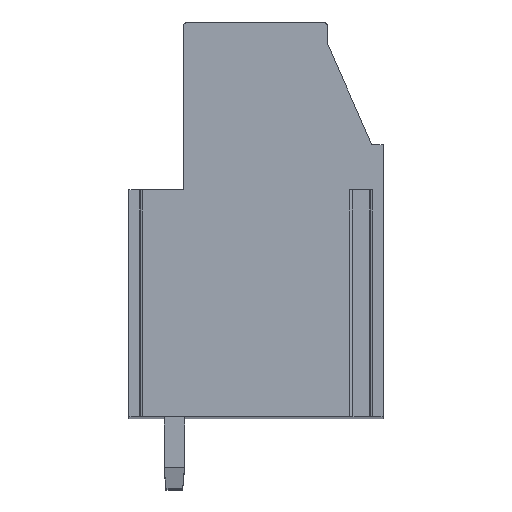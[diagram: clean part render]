
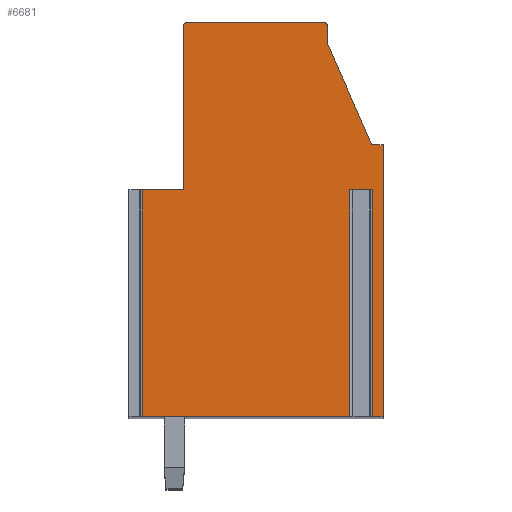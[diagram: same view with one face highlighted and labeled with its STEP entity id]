
A CAD part, top view. The second image highlights one B-rep face of the part: STEP entity #6681.
In plain terms, the highlighted planar face has unit normal (0, 0, 1).
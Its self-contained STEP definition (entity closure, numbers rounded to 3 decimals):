
#111=DIRECTION('',(-1.,0.,0.));
#112=VECTOR('',#111,1.806);
#113=CARTESIAN_POINT('',(-3.2,1.3,2.5));
#114=LINE('',#113,#112);
#1115=DIRECTION('',(1.,0.,0.));
#1116=VECTOR('',#1115,0.989);
#1117=CARTESIAN_POINT('',(4.142,1.3,2.5));
#1118=LINE('',#1117,#1116);
#1119=DIRECTION('',(0.,-1.,0.));
#1120=VECTOR('',#1119,10.);
#1121=CARTESIAN_POINT('',(4.142,1.3,2.5));
#1122=LINE('',#1121,#1120);
#1123=DIRECTION('',(1.,0.,0.));
#1124=VECTOR('',#1123,9.148);
#1125=CARTESIAN_POINT('',(-5.006,-8.7,2.5));
#1126=LINE('',#1125,#1124);
#1127=DIRECTION('',(0.,-1.,0.));
#1128=VECTOR('',#1127,10.);
#1129=CARTESIAN_POINT('',(-5.006,1.3,2.5));
#1130=LINE('',#1129,#1128);
#1131=DIRECTION('',(0.,-1.,0.));
#1132=VECTOR('',#1131,7.2);
#1133=CARTESIAN_POINT('',(-3.2,8.5,2.5));
#1134=LINE('',#1133,#1132);
#1135=CARTESIAN_POINT('',(-3.,8.5,2.5));
#1136=DIRECTION('',(0.,0.,1.));
#1137=DIRECTION('',(0.,1.,0.));
#1138=AXIS2_PLACEMENT_3D('',#1135,#1136,#1137);
#1140=DIRECTION('',(-1.,0.,0.));
#1141=VECTOR('',#1140,5.95);
#1142=CARTESIAN_POINT('',(2.95,8.7,2.5));
#1143=LINE('',#1142,#1141);
#1144=CARTESIAN_POINT('',(2.95,8.5,2.5));
#1145=DIRECTION('',(0.,0.,1.));
#1146=DIRECTION('',(1.,0.,0.));
#1147=AXIS2_PLACEMENT_3D('',#1144,#1145,#1146);
#1149=DIRECTION('',(0.,1.,0.));
#1150=VECTOR('',#1149,0.75);
#1151=CARTESIAN_POINT('',(3.15,7.75,2.5));
#1152=LINE('',#1151,#1150);
#1153=DIRECTION('',(-0.401,0.916,0.));
#1154=VECTOR('',#1153,4.859);
#1155=CARTESIAN_POINT('',(5.1,3.3,2.5));
#1156=LINE('',#1155,#1154);
#1157=DIRECTION('',(-1.,0.,0.));
#1158=VECTOR('',#1157,0.5);
#1159=CARTESIAN_POINT('',(5.6,3.3,2.5));
#1160=LINE('',#1159,#1158);
#1161=DIRECTION('',(0.,1.,0.));
#1162=VECTOR('',#1161,12.);
#1163=CARTESIAN_POINT('',(5.6,-8.7,2.5));
#1164=LINE('',#1163,#1162);
#1165=DIRECTION('',(1.,0.,0.));
#1166=VECTOR('',#1165,0.469);
#1167=CARTESIAN_POINT('',(5.131,-8.7,2.5));
#1168=LINE('',#1167,#1166);
#1169=DIRECTION('',(0.,-1.,0.));
#1170=VECTOR('',#1169,10.);
#1171=CARTESIAN_POINT('',(5.131,1.3,2.5));
#1172=LINE('',#1171,#1170);
#4109=CARTESIAN_POINT('',(5.1,3.3,2.5));
#4110=CARTESIAN_POINT('',(3.15,7.75,2.5));
#4111=VERTEX_POINT('',#4109);
#4112=VERTEX_POINT('',#4110);
#4113=CARTESIAN_POINT('',(3.15,8.5,2.5));
#4114=VERTEX_POINT('',#4113);
#4115=CARTESIAN_POINT('',(2.95,8.7,2.5));
#4116=VERTEX_POINT('',#4115);
#4117=CARTESIAN_POINT('',(-3.,8.7,2.5));
#4118=VERTEX_POINT('',#4117);
#4119=CARTESIAN_POINT('',(-3.2,8.5,2.5));
#4120=VERTEX_POINT('',#4119);
#4121=CARTESIAN_POINT('',(-3.2,1.3,2.5));
#4122=VERTEX_POINT('',#4121);
#4123=CARTESIAN_POINT('',(5.6,-8.7,2.5));
#4124=CARTESIAN_POINT('',(5.6,3.3,2.5));
#4125=VERTEX_POINT('',#4123);
#4126=VERTEX_POINT('',#4124);
#4139=CARTESIAN_POINT('',(4.142,1.3,2.5));
#4140=CARTESIAN_POINT('',(5.131,1.3,2.5));
#4141=VERTEX_POINT('',#4139);
#4142=VERTEX_POINT('',#4140);
#4143=CARTESIAN_POINT('',(-5.006,1.3,2.5));
#4144=CARTESIAN_POINT('',(-5.006,-8.7,2.5));
#4145=VERTEX_POINT('',#4143);
#4146=VERTEX_POINT('',#4144);
#4147=CARTESIAN_POINT('',(5.131,-8.7,2.5));
#4148=VERTEX_POINT('',#4147);
#4149=CARTESIAN_POINT('',(4.142,-8.7,2.5));
#4150=VERTEX_POINT('',#4149);
#6656=CARTESIAN_POINT('',(0.,0.,2.5));
#6657=DIRECTION('',(0.,0.,1.));
#6658=DIRECTION('',(1.,0.,0.));
#6659=AXIS2_PLACEMENT_3D('',#6656,#6657,#6658);
#6660=PLANE('',#6659);
#6662=ORIENTED_EDGE('',*,*,#6661,.F.);
#6664=ORIENTED_EDGE('',*,*,#6663,.T.);
#6665=ORIENTED_EDGE('',*,*,#6370,.F.);
#6666=ORIENTED_EDGE('',*,*,#6648,.F.);
#6667=ORIENTED_EDGE('',*,*,#5367,.F.);
#6668=ORIENTED_EDGE('',*,*,#5519,.F.);
#6669=ORIENTED_EDGE('',*,*,#6104,.F.);
#6670=ORIENTED_EDGE('',*,*,#6118,.F.);
#6671=ORIENTED_EDGE('',*,*,#6186,.F.);
#6672=ORIENTED_EDGE('',*,*,#6200,.F.);
#6673=ORIENTED_EDGE('',*,*,#6214,.F.);
#6674=ORIENTED_EDGE('',*,*,#6228,.F.);
#6675=ORIENTED_EDGE('',*,*,#6242,.F.);
#6676=ORIENTED_EDGE('',*,*,#6386,.F.);
#6678=ORIENTED_EDGE('',*,*,#6677,.F.);
#6679=EDGE_LOOP('',(#6662,#6664,#6665,#6666,#6667,#6668,#6669,#6670,#6671,#6672,
#6673,#6674,#6675,#6676,#6678));
#6680=FACE_OUTER_BOUND('',#6679,.F.);
#1139=CIRCLE('',#1138,0.2);
#1148=CIRCLE('',#1147,0.2);
#5367=EDGE_CURVE('',#4122,#4145,#114,.T.);
#5519=EDGE_CURVE('',#4120,#4122,#1134,.T.);
#6104=EDGE_CURVE('',#4118,#4120,#1139,.T.);
#6118=EDGE_CURVE('',#4116,#4118,#1143,.T.);
#6186=EDGE_CURVE('',#4114,#4116,#1148,.T.);
#6200=EDGE_CURVE('',#4112,#4114,#1152,.T.);
#6214=EDGE_CURVE('',#4111,#4112,#1156,.T.);
#6228=EDGE_CURVE('',#4126,#4111,#1160,.T.);
#6242=EDGE_CURVE('',#4125,#4126,#1164,.T.);
#6370=EDGE_CURVE('',#4146,#4150,#1126,.T.);
#6386=EDGE_CURVE('',#4148,#4125,#1168,.T.);
#6648=EDGE_CURVE('',#4145,#4146,#1130,.T.);
#6661=EDGE_CURVE('',#4141,#4142,#1118,.T.);
#6663=EDGE_CURVE('',#4141,#4150,#1122,.T.);
#6677=EDGE_CURVE('',#4142,#4148,#1172,.T.);
#6681=ADVANCED_FACE('',(#6680),#6660,.T.);
